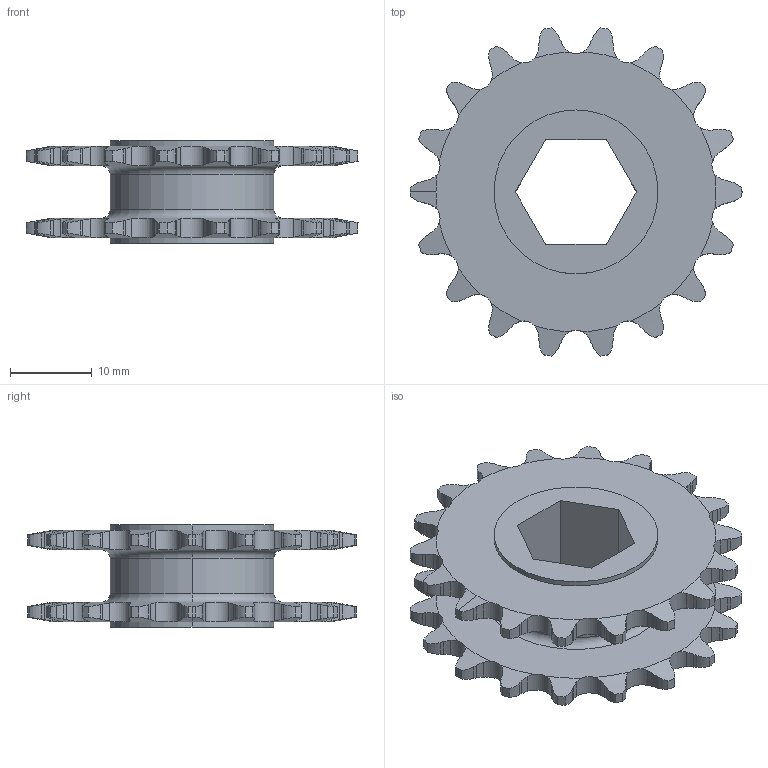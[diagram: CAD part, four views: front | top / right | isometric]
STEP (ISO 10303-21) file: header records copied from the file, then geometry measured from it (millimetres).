
FILE_DESCRIPTION (( 'STEP AP214' ), '1' );
FILE_NAME ('18t_Aluminum_Hub_Double_Sprocket_25_Chain_1_2_Hex_Bore_WCP-0089.STEP', '2019-01-05T21:49:57', ( '' ), ( '' ), 'SwSTEP 2.0', 'SolidWorks 2018', '' );
FILE_SCHEMA (( 'AUTOMOTIVE_DESIGN' ));
Length unit declared in the file: inch
Products named in the file (1): 18t_Aluminum_Hub_Double_Sprocket_25_Chain_1_2_Hex_Bore_WCP-0089
Bounding box: 40.5 x 40.04 x 12.45 mm (x, y, z)
Volume: 5633.7 mm3; surface area: 5013.7 mm2
Topology: 1 solids, 1 shells, 404 faces, 1188 edges, 790 vertices
Faces by surface type: cylinder 240, plane 84, cone 76, torus 4
Entity records: 14578 total; most frequent: CARTESIAN_POINT 4719, ORIENTED_EDGE 2376, DIRECTION 1652, EDGE_CURVE 1188, VERTEX_POINT 790, AXIS2_PLACEMENT_3D 659, B_SPLINE_CURVE_WITH_KNOTS 600, EDGE_LOOP 410
